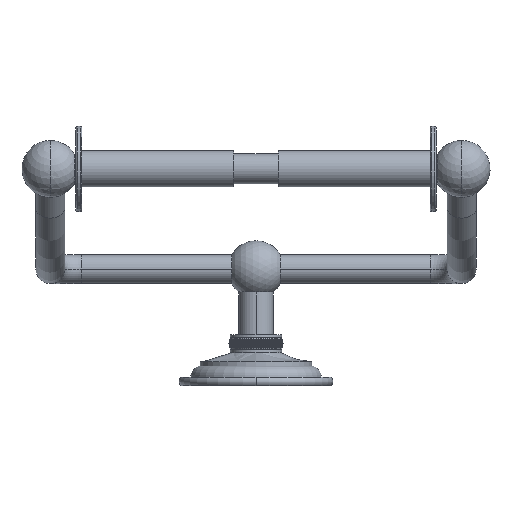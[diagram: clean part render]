
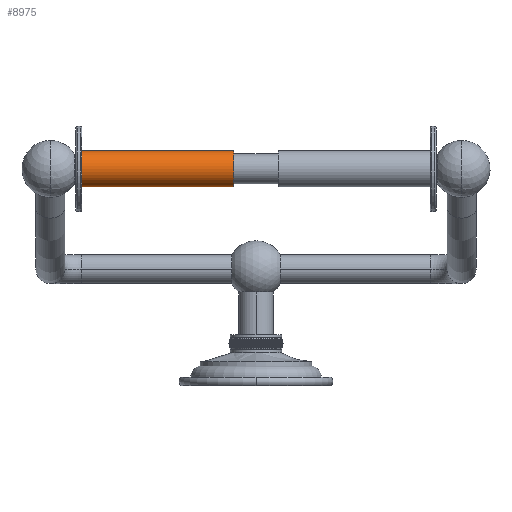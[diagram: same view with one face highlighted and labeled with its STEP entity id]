
A CAD part, front view. The second image highlights one B-rep face of the part: STEP entity #8975.
In plain terms, the highlighted cylindrical face has radius 6.35 mm (diameter 12.7 mm), a partial arc.
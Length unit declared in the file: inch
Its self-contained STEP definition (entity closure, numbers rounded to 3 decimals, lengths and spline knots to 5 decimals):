
#3336=DIRECTION('',(1.,0.,0.));
#3337=VECTOR('',#3336,2.106);
#3338=CARTESIAN_POINT('',(-2.414,-2.82692,2.75391));
#3339=LINE('',#3338,#3337);
#3340=CARTESIAN_POINT('',(-2.414,-2.82692,3.00391));
#3341=DIRECTION('',(1.,0.,0.));
#3342=DIRECTION('',(0.,0.,1.));
#3343=AXIS2_PLACEMENT_3D('',#3340,#3341,#3342);
#3345=DIRECTION('',(1.,0.,0.));
#3346=VECTOR('',#3345,2.106);
#3347=CARTESIAN_POINT('',(-2.414,-2.82692,3.25391));
#3348=LINE('',#3347,#3346);
#3354=CARTESIAN_POINT('',(-0.308,-2.82692,3.00391));
#3355=DIRECTION('',(1.,0.,0.));
#3356=DIRECTION('',(0.,0.,1.));
#3357=AXIS2_PLACEMENT_3D('',#3354,#3355,#3356);
#4101=CARTESIAN_POINT('',(-0.308,-2.82692,2.75391));
#4102=CARTESIAN_POINT('',(-0.308,-2.82692,3.25391));
#4103=VERTEX_POINT('',#4101);
#4104=VERTEX_POINT('',#4102);
#4125=CARTESIAN_POINT('',(-2.414,-2.82692,2.75391));
#4126=CARTESIAN_POINT('',(-2.414,-2.82692,3.25391));
#4127=VERTEX_POINT('',#4125);
#4128=VERTEX_POINT('',#4126);
#8963=CARTESIAN_POINT('',(-2.414,-2.82692,3.00391));
#8964=DIRECTION('',(1.,0.,0.));
#8965=DIRECTION('',(0.,0.,-1.));
#8966=AXIS2_PLACEMENT_3D('',#8963,#8964,#8965);
#8967=CYLINDRICAL_SURFACE('',#8966,0.25);
#8968=ORIENTED_EDGE('',*,*,#8918,.F.);
#8969=ORIENTED_EDGE('',*,*,#8958,.T.);
#8971=ORIENTED_EDGE('',*,*,#8970,.T.);
#8972=ORIENTED_EDGE('',*,*,#8954,.F.);
#8973=EDGE_LOOP('',(#8968,#8969,#8971,#8972));
#8974=FACE_OUTER_BOUND('',#8973,.F.);
#8975=ADVANCED_FACE('',(#8974),#8967,.T.);
#3344=CIRCLE('',#3343,0.25);
#3358=CIRCLE('',#3357,0.25);
#8918=EDGE_CURVE('',#4128,#4127,#3344,.T.);
#8954=EDGE_CURVE('',#4127,#4103,#3339,.T.);
#8958=EDGE_CURVE('',#4128,#4104,#3348,.T.);
#8970=EDGE_CURVE('',#4104,#4103,#3358,.T.);
